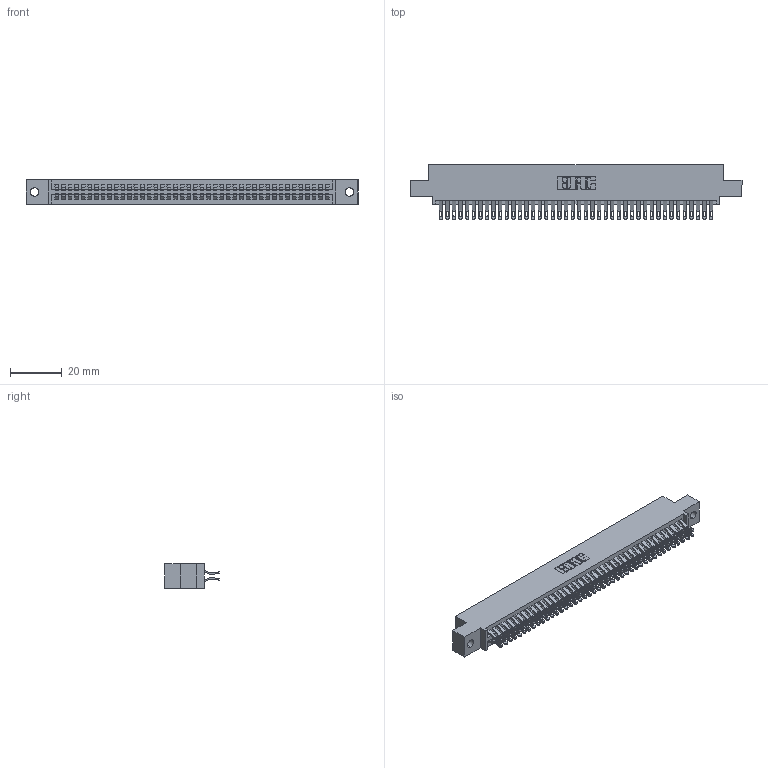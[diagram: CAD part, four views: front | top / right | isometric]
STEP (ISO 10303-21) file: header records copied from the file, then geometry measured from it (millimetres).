
FILE_DESCRIPTION (( 'STEP AP203' ), '1' );
FILE_NAME ('345-084-555-502.STEP', '2018-10-04T02:36:25', ( '' ), ( '' ), 'SwSTEP 2.0', 'SolidWorks 2016', '' );
FILE_SCHEMA (( 'CONFIG_CONTROL_DESIGN' ));
Length unit declared in the file: inch
Products named in the file (3): 345 Part_0.110 Offset - 0.128 Dia; 345-084-555-502; 345-292-001_555 Tail
Assembly tree (85 placements, depth 2):
  345-084-555-502
    345 Part_0.110 Offset - 0.128 Dia
    345-292-001_555 Tail  x84
Bounding box: 127.89 x 21.13 x 9.4 mm (x, y, z)
Volume: 12556.9 mm3; surface area: 19228.7 mm2
Topology: 85 solids, 85 shells, 4834 faces, 15221 edges, 10146 vertices
Faces by surface type: plane 2688, cylinder 2146
Entity records: 33415 total; most frequent: CARTESIAN_POINT 5638, ORIENTED_EDGE 5542, DIRECTION 4939, EDGE_CURVE 2771, LINE 2451, VECTOR 2451, VERTEX_POINT 1846, AXIS2_PLACEMENT_3D 1244
